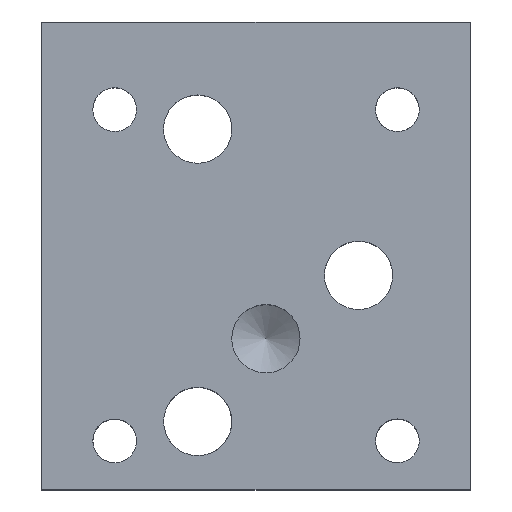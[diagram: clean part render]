
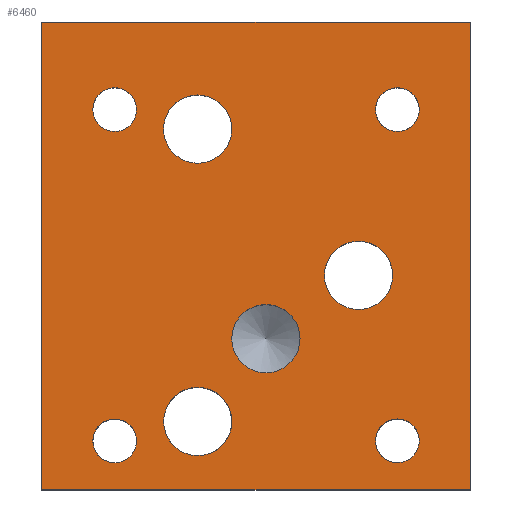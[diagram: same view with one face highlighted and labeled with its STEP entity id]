
A CAD part, top view. The second image highlights one B-rep face of the part: STEP entity #6460.
In plain terms, the highlighted planar face has unit normal (0, 0, 1).
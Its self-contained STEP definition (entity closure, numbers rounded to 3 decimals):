
#48=CIRCLE('',#6733,5.556);
#49=CIRCLE('',#6734,5.556);
#62=CIRCLE('',#6754,3.569);
#63=CIRCLE('',#6755,3.569);
#66=CIRCLE('',#6759,3.569);
#67=CIRCLE('',#6760,3.569);
#70=CIRCLE('',#6764,3.569);
#71=CIRCLE('',#6765,3.569);
#76=CIRCLE('',#6773,5.563);
#77=CIRCLE('',#6774,5.563);
#78=CIRCLE('',#6776,5.563);
#79=CIRCLE('',#6777,5.563);
#80=CIRCLE('',#6779,5.563);
#81=CIRCLE('',#6780,5.563);
#82=CIRCLE('',#6783,3.569);
#83=CIRCLE('',#6784,3.569);
#131=FACE_BOUND('',#1012,.T.);
#132=FACE_BOUND('',#1013,.T.);
#133=FACE_BOUND('',#1014,.T.);
#134=FACE_BOUND('',#1015,.T.);
#135=FACE_BOUND('',#1016,.T.);
#136=FACE_BOUND('',#1017,.T.);
#137=FACE_BOUND('',#1018,.T.);
#138=FACE_BOUND('',#1019,.T.);
#664=FACE_OUTER_BOUND('',#1011,.T.);
#1011=EDGE_LOOP('',(#5596,#5597,#5598,#5599));
#1012=EDGE_LOOP('',(#5600,#5601));
#1013=EDGE_LOOP('',(#5602,#5603));
#1014=EDGE_LOOP('',(#5604,#5605));
#1015=EDGE_LOOP('',(#5606,#5607));
#1016=EDGE_LOOP('',(#5608,#5609));
#1017=EDGE_LOOP('',(#5610,#5611));
#1018=EDGE_LOOP('',(#5612,#5613));
#1019=EDGE_LOOP('',(#5614,#5615));
#1300=LINE('',#9605,#1983);
#1707=LINE('',#10884,#2390);
#1710=LINE('',#10888,#2393);
#1712=LINE('',#10892,#2395);
#1983=VECTOR('',#7227,10.);
#2390=VECTOR('',#8102,10.);
#2393=VECTOR('',#8107,10.);
#2395=VECTOR('',#8113,10.);
#2650=VERTEX_POINT('',#9602);
#2651=VERTEX_POINT('',#9604);
#2943=VERTEX_POINT('',#10633);
#2944=VERTEX_POINT('',#10634);
#2966=VERTEX_POINT('',#10812);
#2967=VERTEX_POINT('',#10813);
#2969=VERTEX_POINT('',#10821);
#2970=VERTEX_POINT('',#10822);
#2972=VERTEX_POINT('',#10830);
#2973=VERTEX_POINT('',#10831);
#2978=VERTEX_POINT('',#10847);
#2979=VERTEX_POINT('',#10848);
#2980=VERTEX_POINT('',#10853);
#2981=VERTEX_POINT('',#10854);
#2982=VERTEX_POINT('',#10859);
#2983=VERTEX_POINT('',#10860);
#2984=VERTEX_POINT('',#10866);
#2985=VERTEX_POINT('',#10867);
#2990=VERTEX_POINT('',#10881);
#2991=VERTEX_POINT('',#10883);
#3372=EDGE_CURVE('',#2651,#2650,#1300,.T.);
#3803=EDGE_CURVE('',#2943,#2944,#48,.T.);
#3804=EDGE_CURVE('',#2944,#2943,#49,.T.);
#3834=EDGE_CURVE('',#2966,#2967,#62,.T.);
#3835=EDGE_CURVE('',#2967,#2966,#63,.T.);
#3839=EDGE_CURVE('',#2969,#2970,#66,.T.);
#3840=EDGE_CURVE('',#2970,#2969,#67,.T.);
#3844=EDGE_CURVE('',#2972,#2973,#70,.T.);
#3845=EDGE_CURVE('',#2973,#2972,#71,.T.);
#3852=EDGE_CURVE('',#2978,#2979,#76,.T.);
#3853=EDGE_CURVE('',#2979,#2978,#77,.T.);
#3855=EDGE_CURVE('',#2980,#2981,#78,.T.);
#3856=EDGE_CURVE('',#2981,#2980,#79,.T.);
#3858=EDGE_CURVE('',#2982,#2983,#80,.T.);
#3859=EDGE_CURVE('',#2983,#2982,#81,.T.);
#3861=EDGE_CURVE('',#2984,#2985,#82,.T.);
#3862=EDGE_CURVE('',#2985,#2984,#83,.T.);
#3868=EDGE_CURVE('',#2991,#2990,#1707,.T.);
#3871=EDGE_CURVE('',#2650,#2991,#1710,.T.);
#3873=EDGE_CURVE('',#2990,#2651,#1712,.T.);
#5596=ORIENTED_EDGE('',*,*,#3873,.T.);
#5597=ORIENTED_EDGE('',*,*,#3372,.T.);
#5598=ORIENTED_EDGE('',*,*,#3871,.T.);
#5599=ORIENTED_EDGE('',*,*,#3868,.T.);
#5600=ORIENTED_EDGE('',*,*,#3803,.T.);
#5601=ORIENTED_EDGE('',*,*,#3804,.T.);
#5602=ORIENTED_EDGE('',*,*,#3852,.T.);
#5603=ORIENTED_EDGE('',*,*,#3853,.T.);
#5604=ORIENTED_EDGE('',*,*,#3855,.T.);
#5605=ORIENTED_EDGE('',*,*,#3856,.T.);
#5606=ORIENTED_EDGE('',*,*,#3858,.T.);
#5607=ORIENTED_EDGE('',*,*,#3859,.T.);
#5608=ORIENTED_EDGE('',*,*,#3834,.T.);
#5609=ORIENTED_EDGE('',*,*,#3835,.T.);
#5610=ORIENTED_EDGE('',*,*,#3861,.T.);
#5611=ORIENTED_EDGE('',*,*,#3862,.T.);
#5612=ORIENTED_EDGE('',*,*,#3839,.T.);
#5613=ORIENTED_EDGE('',*,*,#3840,.T.);
#5614=ORIENTED_EDGE('',*,*,#3844,.T.);
#5615=ORIENTED_EDGE('',*,*,#3845,.T.);
#5866=PLANE('',#6793);
#6460=ADVANCED_FACE('',(#664,#131,#132,#133,#134,#135,#136,#137,#138),#5866,
 .T.);
#6733=AXIS2_PLACEMENT_3D('',#10635,#7968,#7969);
#6734=AXIS2_PLACEMENT_3D('',#10636,#7970,#7971);
#6754=AXIS2_PLACEMENT_3D('',#10814,#8020,#8021);
#6755=AXIS2_PLACEMENT_3D('',#10815,#8022,#8023);
#6759=AXIS2_PLACEMENT_3D('',#10823,#8031,#8032);
#6760=AXIS2_PLACEMENT_3D('',#10824,#8033,#8034);
#6764=AXIS2_PLACEMENT_3D('',#10832,#8042,#8043);
#6765=AXIS2_PLACEMENT_3D('',#10833,#8044,#8045);
#6773=AXIS2_PLACEMENT_3D('',#10849,#8062,#8063);
#6774=AXIS2_PLACEMENT_3D('',#10850,#8064,#8065);
#6776=AXIS2_PLACEMENT_3D('',#10855,#8069,#8070);
#6777=AXIS2_PLACEMENT_3D('',#10856,#8071,#8072);
#6779=AXIS2_PLACEMENT_3D('',#10861,#8076,#8077);
#6780=AXIS2_PLACEMENT_3D('',#10862,#8078,#8079);
#6783=AXIS2_PLACEMENT_3D('',#10868,#8085,#8086);
#6784=AXIS2_PLACEMENT_3D('',#10869,#8087,#8088);
#6793=AXIS2_PLACEMENT_3D('',#10893,#8114,#8115);
#7227=DIRECTION('',(0.,1.,0.));
#7968=DIRECTION('center_axis',(0.,0.,-1.));
#7969=DIRECTION('ref_axis',(1.,0.,0.));
#7970=DIRECTION('center_axis',(0.,0.,-1.));
#7971=DIRECTION('ref_axis',(1.,0.,0.));
#8020=DIRECTION('center_axis',(0.,0.,-1.));
#8021=DIRECTION('ref_axis',(1.,0.,0.));
#8022=DIRECTION('center_axis',(0.,0.,-1.));
#8023=DIRECTION('ref_axis',(1.,0.,0.));
#8031=DIRECTION('center_axis',(0.,0.,-1.));
#8032=DIRECTION('ref_axis',(1.,0.,0.));
#8033=DIRECTION('center_axis',(0.,0.,-1.));
#8034=DIRECTION('ref_axis',(1.,0.,0.));
#8042=DIRECTION('center_axis',(0.,0.,-1.));
#8043=DIRECTION('ref_axis',(1.,0.,0.));
#8044=DIRECTION('center_axis',(0.,0.,-1.));
#8045=DIRECTION('ref_axis',(1.,0.,0.));
#8062=DIRECTION('center_axis',(0.,0.,-1.));
#8063=DIRECTION('ref_axis',(1.,0.,0.));
#8064=DIRECTION('center_axis',(0.,0.,-1.));
#8065=DIRECTION('ref_axis',(1.,0.,0.));
#8069=DIRECTION('center_axis',(0.,0.,-1.));
#8070=DIRECTION('ref_axis',(1.,0.,0.));
#8071=DIRECTION('center_axis',(0.,0.,-1.));
#8072=DIRECTION('ref_axis',(1.,0.,0.));
#8076=DIRECTION('center_axis',(0.,0.,-1.));
#8077=DIRECTION('ref_axis',(1.,0.,0.));
#8078=DIRECTION('center_axis',(0.,0.,-1.));
#8079=DIRECTION('ref_axis',(1.,0.,0.));
#8085=DIRECTION('center_axis',(0.,0.,-1.));
#8086=DIRECTION('ref_axis',(1.,0.,0.));
#8087=DIRECTION('center_axis',(0.,0.,-1.));
#8088=DIRECTION('ref_axis',(1.,0.,0.));
#8102=DIRECTION('',(0.,-1.,0.));
#8107=DIRECTION('',(-1.,0.,0.));
#8113=DIRECTION('',(1.,0.,0.));
#8114=DIRECTION('center_axis',(0.,0.,1.));
#8115=DIRECTION('ref_axis',(1.,0.,0.));
#9602=CARTESIAN_POINT('',(69.85,76.2,25.4));
#9604=CARTESIAN_POINT('',(69.85,0.,25.4));
#9605=CARTESIAN_POINT('',(69.85,0.,25.4));
#10633=CARTESIAN_POINT('',(30.989,11.113,25.4));
#10634=CARTESIAN_POINT('',(19.877,11.113,25.4));
#10635=CARTESIAN_POINT('Origin',(25.433,11.113,25.4));
#10636=CARTESIAN_POINT('Origin',(25.433,11.113,25.4));
#10812=CARTESIAN_POINT('',(61.532,7.963,25.4));
#10813=CARTESIAN_POINT('',(54.394,7.963,25.4));
#10814=CARTESIAN_POINT('Origin',(57.963,7.963,25.4));
#10815=CARTESIAN_POINT('Origin',(57.963,7.963,25.4));
#10821=CARTESIAN_POINT('',(61.532,61.925,25.4));
#10822=CARTESIAN_POINT('',(54.394,61.925,25.4));
#10823=CARTESIAN_POINT('Origin',(57.963,61.925,25.4));
#10824=CARTESIAN_POINT('Origin',(57.963,61.925,25.4));
#10830=CARTESIAN_POINT('',(15.481,7.95,25.4));
#10831=CARTESIAN_POINT('',(8.344,7.95,25.4));
#10832=CARTESIAN_POINT('Origin',(11.913,7.95,25.4));
#10833=CARTESIAN_POINT('Origin',(11.913,7.95,25.4));
#10847=CARTESIAN_POINT('',(42.106,24.608,25.4));
#10848=CARTESIAN_POINT('',(30.98,24.608,25.4));
#10849=CARTESIAN_POINT('Origin',(36.543,24.608,25.4));
#10850=CARTESIAN_POINT('Origin',(36.543,24.608,25.4));
#10853=CARTESIAN_POINT('',(57.201,34.925,25.4));
#10854=CARTESIAN_POINT('',(46.076,34.925,25.4));
#10855=CARTESIAN_POINT('Origin',(51.638,34.925,25.4));
#10856=CARTESIAN_POINT('Origin',(51.638,34.925,25.4));
#10859=CARTESIAN_POINT('',(30.988,58.75,25.4));
#10860=CARTESIAN_POINT('',(19.863,58.75,25.4));
#10861=CARTESIAN_POINT('Origin',(25.425,58.75,25.4));
#10862=CARTESIAN_POINT('Origin',(25.425,58.75,25.4));
#10866=CARTESIAN_POINT('',(15.481,61.925,25.4));
#10867=CARTESIAN_POINT('',(8.344,61.925,25.4));
#10868=CARTESIAN_POINT('Origin',(11.913,61.925,25.4));
#10869=CARTESIAN_POINT('Origin',(11.913,61.925,25.4));
#10881=CARTESIAN_POINT('',(0.,0.,25.4));
#10883=CARTESIAN_POINT('',(0.,76.2,25.4));
#10884=CARTESIAN_POINT('',(0.,76.2,25.4));
#10888=CARTESIAN_POINT('',(69.85,76.2,25.4));
#10892=CARTESIAN_POINT('',(0.,0.,25.4));
#10893=CARTESIAN_POINT('Origin',(34.925,38.1,25.4));
